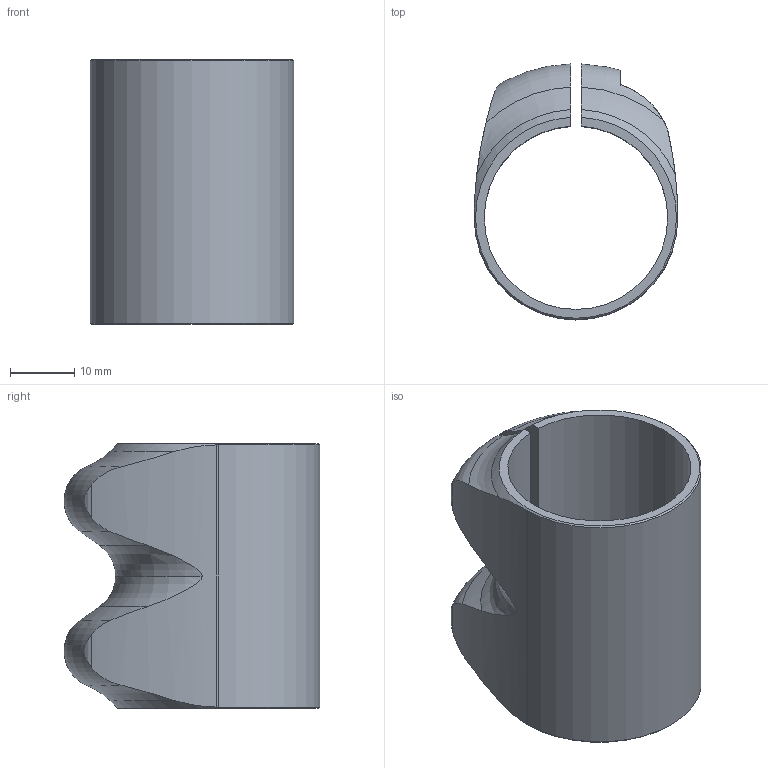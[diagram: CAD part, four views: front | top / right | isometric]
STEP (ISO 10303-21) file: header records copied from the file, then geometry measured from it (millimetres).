
FILE_DESCRIPTION (( 'STEP AP214' ), '1' );
FILE_NAME ('SPX00X.STEP', '2025-04-18T21:53:10', ( '' ), ( '' ), 'SwSTEP 2.0', 'SolidWorks 2023', '' );
FILE_SCHEMA (( 'AUTOMOTIVE_DESIGN' ));
Length unit declared in the file: inch
Products named in the file (1): SPX00X
Bounding box: 31.75 x 39.87 x 41.27 mm (x, y, z)
Volume: 10973.8 mm3; surface area: 9817.4 mm2
Topology: 1 solids, 1 shells, 64 faces, 170 edges, 106 vertices
Faces by surface type: cylinder 24, cone 18, torus 12, plane 10
Entity records: 2458 total; most frequent: CARTESIAN_POINT 916, ORIENTED_EDGE 332, DIRECTION 300, EDGE_CURVE 166, AXIS2_PLACEMENT_3D 127, VERTEX_POINT 106, EDGE_LOOP 70, FACE_OUTER_BOUND 64
